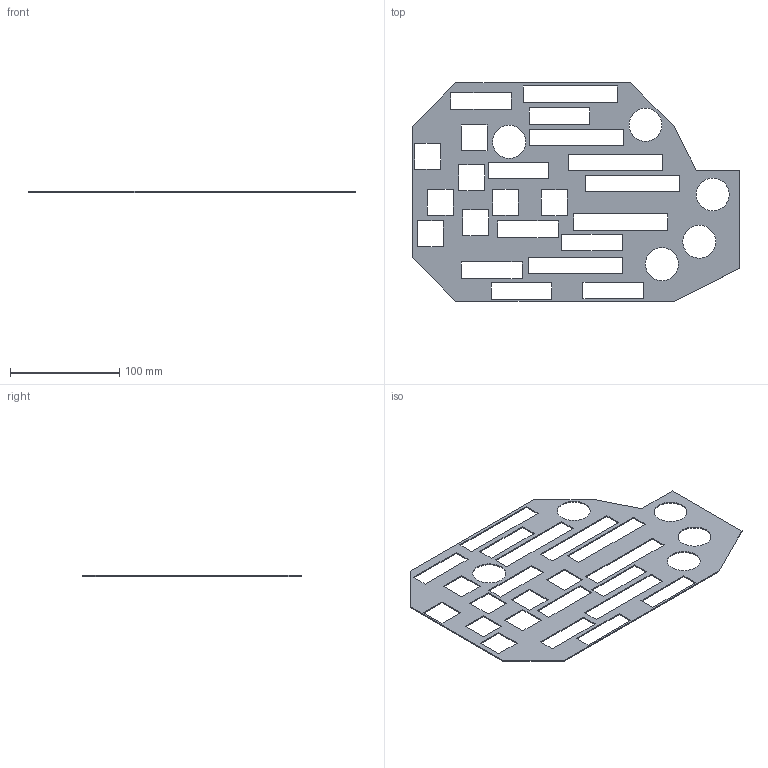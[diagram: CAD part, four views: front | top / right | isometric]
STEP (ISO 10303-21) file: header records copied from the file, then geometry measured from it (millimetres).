
FILE_DESCRIPTION(('Open CASCADE Model'),'2;1');
FILE_NAME('Open CASCADE Shape Model','2022-06-20T03:48:07',('Author'),( 'Open CASCADE'),'ParaPy 1.9.1 - Open CASCADE STEP processor 7.3', 'ParaPy 1.9.1 - Open CASCADE 7.3','Unknown');
FILE_SCHEMA(('AUTOMOTIVE_DESIGN { 1 0 10303 214 1 1 1 1 }'));
Length unit declared in the file: millimetre
Products named in the file (2): ROOT
Assembly tree (1 placements, depth 2):
  ROOT
    ROOT
Bounding box: 300 x 200 x 1 mm (x, y, z)
Volume: 29573.6 mm3; surface area: 63623.1 mm2
Topology: 1 solids, 1 shells, 105 faces, 309 edges, 206 vertices
Faces by surface type: plane 100, cylinder 5
Full cylindrical faces by diameter (mm): 30.2 x5
Entity records: 7451 total; most frequent: CARTESIAN_POINT 1476, DIRECTION 965, LINE 731, VECTOR 731, ORIENTED_EDGE 618, PCURVE 618, DEFINITIONAL_REPRESENTATION 618, EDGE_CURVE 309
